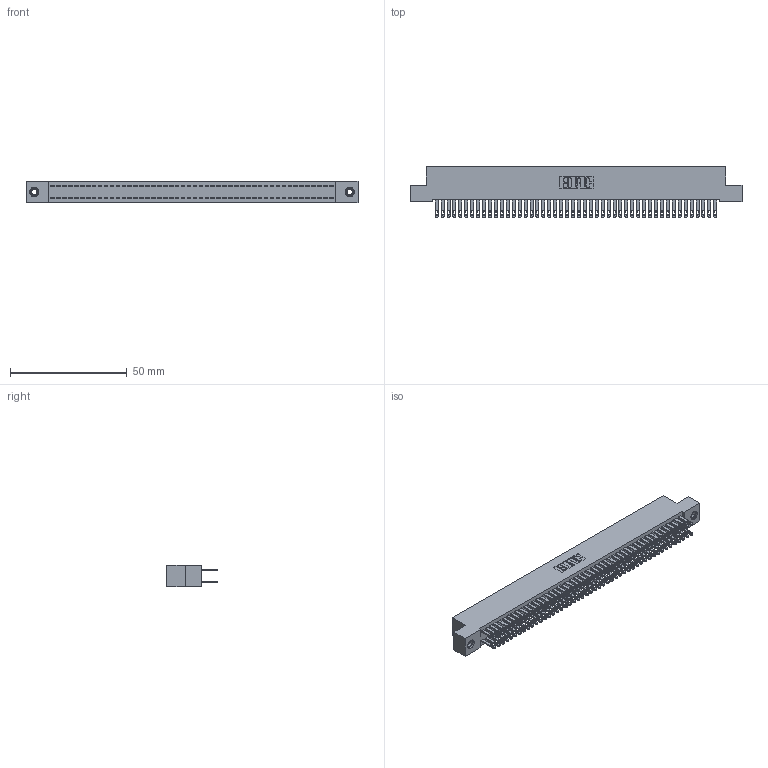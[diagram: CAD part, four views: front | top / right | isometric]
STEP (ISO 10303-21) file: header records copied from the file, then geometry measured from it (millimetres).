
FILE_DESCRIPTION (( 'STEP AP203' ), '1' );
FILE_NAME ('342-096-500-207.STEP', '2019-10-04T15:50:17', ( '' ), ( '' ), 'SwSTEP 2.0', 'SolidWorks 2016', '' );
FILE_SCHEMA (( 'CONFIG_CONTROL_DESIGN' ));
Length unit declared in the file: inch
Products named in the file (4): 345-292-001_345-293-100; 345-250-001_345-250-005-103; 342-096-500-207; 342 Part_TI
Assembly tree (99 placements, depth 2):
  342-096-500-207
    342 Part_TI
    345-292-001_345-293-100  x96
    345-250-001_345-250-005-103  x2
Bounding box: 142.24 x 21.85 x 9.4 mm (x, y, z)
Volume: 13089.3 mm3; surface area: 22398.9 mm2
Topology: 99 solids, 99 shells, 4778 faces, 14547 edges, 9690 vertices
Faces by surface type: plane 2978, cylinder 1784, cone 12, torus 4
Entity records: 31088 total; most frequent: CARTESIAN_POINT 5125, ORIENTED_EDGE 5054, DIRECTION 4401, EDGE_CURVE 2527, LINE 2375, VECTOR 2375, VERTEX_POINT 1680, AXIS2_PLACEMENT_3D 1013
